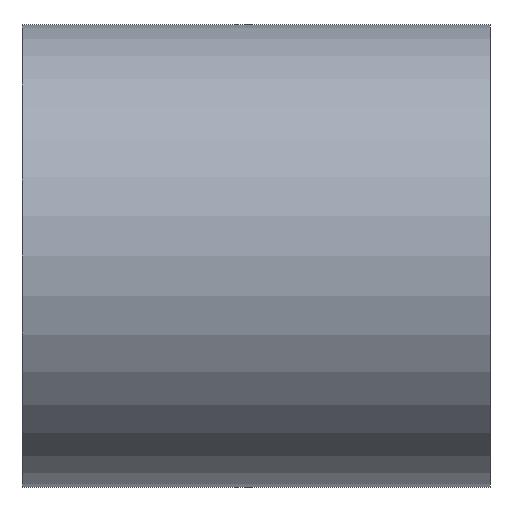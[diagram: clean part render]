
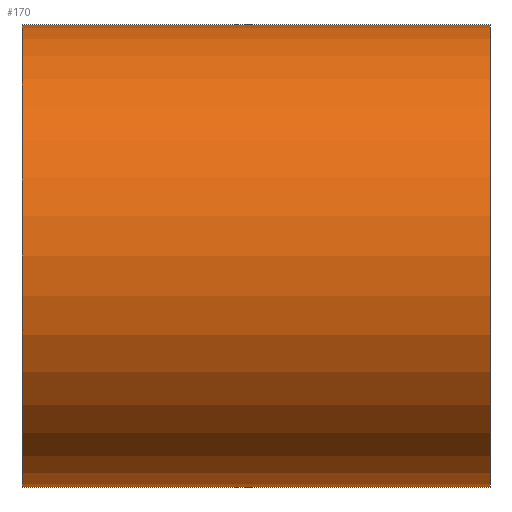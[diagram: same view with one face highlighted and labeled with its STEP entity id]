
A CAD part, left-side view. The second image highlights one B-rep face of the part: STEP entity #170.
In plain terms, the highlighted cylindrical face has radius 24.7 mm (diameter 49.4 mm), a partial arc.
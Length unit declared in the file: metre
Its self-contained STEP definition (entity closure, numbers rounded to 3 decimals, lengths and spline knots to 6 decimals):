
#3 = EDGE_CURVE ( 'NONE', #175, #110, #18, .T. ) ;
#4 = ORIENTED_EDGE ( 'NONE', *, *, #7, .F. ) ;
#5 = ORIENTED_EDGE ( 'NONE', *, *, #10, .T. ) ;
#7 = EDGE_CURVE ( 'NONE', #143, #165, #22, .T. ) ;
#9 = ORIENTED_EDGE ( 'NONE', *, *, #3, .T. ) ;
#10 = EDGE_CURVE ( 'NONE', #143, #175, #33, .T. ) ;
#15 = EDGE_CURVE ( 'NONE', #165, #110, #50, .T. ) ;
#17 = CARTESIAN_POINT ( 'NONE',  ( 0., 0., 0.0247 ) ) ;
#18 = LINE ( 'NONE', #19, #20 ) ;
#19 = CARTESIAN_POINT ( 'NONE',  ( 0., 0.066665, 0.0247 ) ) ;
#20 = VECTOR ( 'NONE', #21, 1. ) ;
#21 = DIRECTION ( 'NONE',  ( 0., 1., 0. ) ) ;
#22 = LINE ( 'NONE', #23, #24 ) ;
#23 = CARTESIAN_POINT ( 'NONE',  ( 0., 0.066665, -0.0247 ) ) ;
#24 = VECTOR ( 'NONE', #25, 1. ) ;
#25 = DIRECTION ( 'NONE',  ( 0., 1., 0. ) ) ;
#33 = CIRCLE ( 'NONE', #34, 0.0247 ) ;
#34 = AXIS2_PLACEMENT_3D ( 'NONE', #35, #36, #37 ) ;
#35 = CARTESIAN_POINT ( 'NONE',  ( 0., 0., 0. ) ) ;
#36 = DIRECTION ( 'NONE',  ( 0., 1., 0. ) ) ;
#37 = DIRECTION ( 'NONE',  ( 0., 0., 1. ) ) ;
#50 = CIRCLE ( 'NONE', #51, 0.0247 ) ;
#51 = AXIS2_PLACEMENT_3D ( 'NONE', #52, #53, #54 ) ;
#52 = CARTESIAN_POINT ( 'NONE',  ( 0., 0.05, 0. ) ) ;
#53 = DIRECTION ( 'NONE',  ( 0., 1., 0. ) ) ;
#54 = DIRECTION ( 'NONE',  ( 0., 0., 1. ) ) ;
#55 = CARTESIAN_POINT ( 'NONE',  ( 0., 0.05, 0.0247 ) ) ;
#56 = CARTESIAN_POINT ( 'NONE',  ( 0., 0., -0.0247 ) ) ;
#57 = CARTESIAN_POINT ( 'NONE',  ( 0., 0.05, -0.0247 ) ) ;
#63 = FACE_OUTER_BOUND ( 'NONE', #167, .T. ) ;
#64 = CYLINDRICAL_SURFACE ( 'NONE', #65, 0.0247 ) ;
#65 = AXIS2_PLACEMENT_3D ( 'NONE', #66, #67, #68 ) ;
#66 = CARTESIAN_POINT ( 'NONE',  ( 0., 0.066665, 0. ) ) ;
#67 = DIRECTION ( 'NONE',  ( 0., 1., 0. ) ) ;
#68 = DIRECTION ( 'NONE',  ( 0., 0., 1. ) ) ;
#110 = VERTEX_POINT ( 'NONE', #55 ) ;
#143 = VERTEX_POINT ( 'NONE', #56 ) ;
#165 = VERTEX_POINT ( 'NONE', #57 ) ;
#167 = EDGE_LOOP ( 'NONE', ( #4, #5, #9, #174 ) ) ;
#170 = ADVANCED_FACE ( 'NONE', ( #63 ), #64, .T. ) ;
#174 = ORIENTED_EDGE ( 'NONE', *, *, #15, .F. ) ;
#175 = VERTEX_POINT ( 'NONE', #17 ) ;
